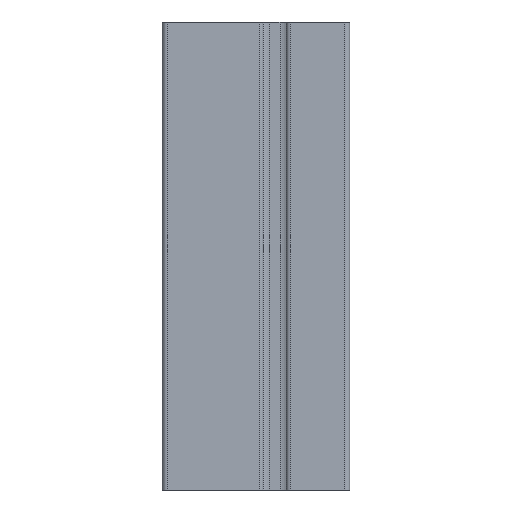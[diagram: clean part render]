
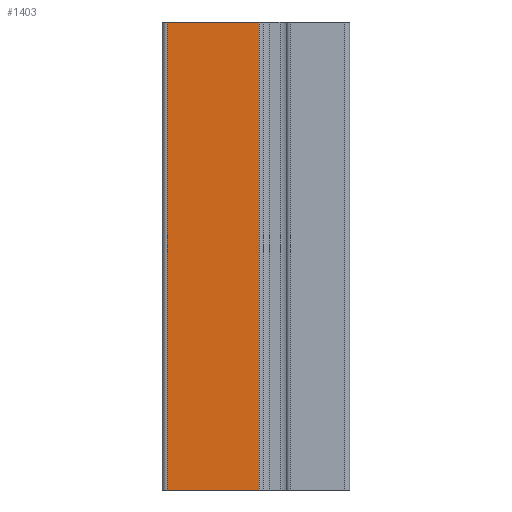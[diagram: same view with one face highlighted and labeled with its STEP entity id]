
A CAD part, left-side view. The second image highlights one B-rep face of the part: STEP entity #1403.
In plain terms, the highlighted planar face has unit normal (-1, 0, 0).
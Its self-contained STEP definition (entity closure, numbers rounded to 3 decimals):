
#33 = LINE ( 'NONE', #1649, #1325 ) ;
#306 = VECTOR ( 'NONE', #5972, 1000. ) ;
#363 = DIRECTION ( 'NONE',  ( 0., 0., -1. ) ) ;
#442 = PLANE ( 'NONE',  #2569 ) ;
#552 = LINE ( 'NONE', #4073, #4257 ) ;
#680 = EDGE_LOOP ( 'NONE', ( #3257, #3242, #6314, #4376 ) ) ;
#684 = DIRECTION ( 'NONE',  ( 0., 0., -1. ) ) ;
#901 = CARTESIAN_POINT ( 'NONE',  ( 87.735, 196.905, 100. ) ) ;
#925 = DIRECTION ( 'NONE',  ( 0., 0., -1. ) ) ;
#1179 = DIRECTION ( 'NONE',  ( 0., -1., 0. ) ) ;
#1325 = VECTOR ( 'NONE', #1179, 1000. ) ;
#1362 = CARTESIAN_POINT ( 'NONE',  ( 87.735, 196.905, 100. ) ) ;
#1388 = CARTESIAN_POINT ( 'NONE',  ( 87.735, 196.905, 0. ) ) ;
#1403 = ADVANCED_FACE ( 'NONE', ( #4714 ), #442, .F. ) ;
#1649 = CARTESIAN_POINT ( 'NONE',  ( 87.735, 196.905, 0. ) ) ;
#2090 = CARTESIAN_POINT ( 'NONE',  ( 87.735, 177.205, 0. ) ) ;
#2106 = VERTEX_POINT ( 'NONE', #2090 ) ;
#2521 = CARTESIAN_POINT ( 'NONE',  ( 87.735, 196.905, 100. ) ) ;
#2569 = AXIS2_PLACEMENT_3D ( 'NONE', #901, #3834, #925 ) ;
#2806 = EDGE_CURVE ( 'NONE', #5189, #2854, #4402, .T. ) ;
#2830 = VERTEX_POINT ( 'NONE', #6238 ) ;
#2854 = VERTEX_POINT ( 'NONE', #1388 ) ;
#2896 = LINE ( 'NONE', #5952, #306 ) ;
#3242 = ORIENTED_EDGE ( 'NONE', *, *, #5293, .F. ) ;
#3257 = ORIENTED_EDGE ( 'NONE', *, *, #3887, .T. ) ;
#3834 = DIRECTION ( 'NONE',  ( 1., 0., 0. ) ) ;
#3887 = EDGE_CURVE ( 'NONE', #2854, #2106, #33, .T. ) ;
#4073 = CARTESIAN_POINT ( 'NONE',  ( 87.735, 177.205, 100. ) ) ;
#4257 = VECTOR ( 'NONE', #684, 1000. ) ;
#4376 = ORIENTED_EDGE ( 'NONE', *, *, #2806, .T. ) ;
#4402 = LINE ( 'NONE', #1362, #5695 ) ;
#4714 = FACE_OUTER_BOUND ( 'NONE', #680, .T. ) ;
#5189 = VERTEX_POINT ( 'NONE', #2521 ) ;
#5293 = EDGE_CURVE ( 'NONE', #2830, #2106, #552, .T. ) ;
#5695 = VECTOR ( 'NONE', #363, 1000. ) ;
#5952 = CARTESIAN_POINT ( 'NONE',  ( 87.735, 196.905, 100. ) ) ;
#5972 = DIRECTION ( 'NONE',  ( 0., -1., 0. ) ) ;
#5975 = EDGE_CURVE ( 'NONE', #5189, #2830, #2896, .T. ) ;
#6238 = CARTESIAN_POINT ( 'NONE',  ( 87.735, 177.205, 100. ) ) ;
#6314 = ORIENTED_EDGE ( 'NONE', *, *, #5975, .F. ) ;
